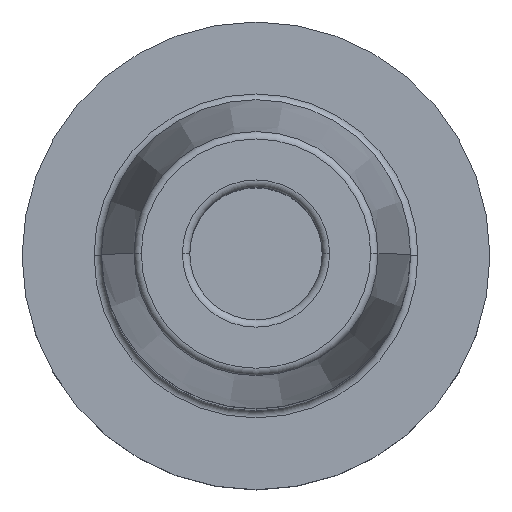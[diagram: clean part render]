
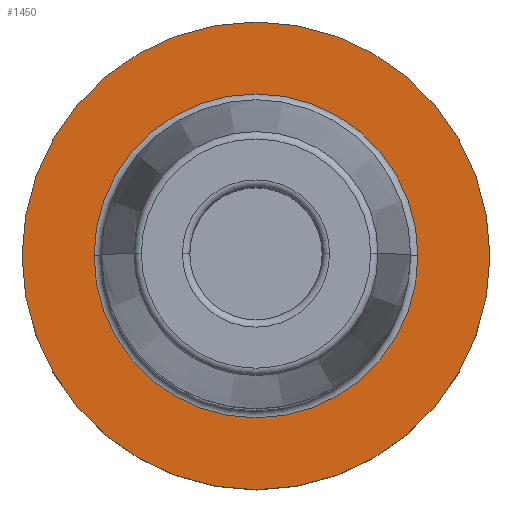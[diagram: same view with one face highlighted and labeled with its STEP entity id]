
A CAD part, top view. The second image highlights one B-rep face of the part: STEP entity #1450.
In plain terms, the highlighted planar face has unit normal (0, 0, 1).
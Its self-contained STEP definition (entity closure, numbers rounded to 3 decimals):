
#38=CARTESIAN_POINT('',(0.,0.,19.05));
#39=DIRECTION('',(0.,0.,1.));
#40=DIRECTION('',(0.,-1.,0.));
#41=AXIS2_PLACEMENT_3D('',#38,#39,#40);
#91=CARTESIAN_POINT('',(0.,0.,19.05));
#92=DIRECTION('',(0.,0.,1.));
#93=DIRECTION('',(0.,1.,0.));
#94=AXIS2_PLACEMENT_3D('',#91,#92,#93);
#439=CARTESIAN_POINT('',(0.,0.,19.05));
#440=DIRECTION('',(0.,0.,1.));
#441=DIRECTION('',(1.,0.,0.));
#442=AXIS2_PLACEMENT_3D('',#439,#440,#441);
#447=CARTESIAN_POINT('',(0.,0.,19.05));
#448=DIRECTION('',(0.,0.,-1.));
#449=DIRECTION('',(1.,0.,0.));
#450=AXIS2_PLACEMENT_3D('',#447,#448,#449);
#930=CARTESIAN_POINT('',(22.,0.,19.05));
#932=VERTEX_POINT('',#930);
#934=CARTESIAN_POINT('',(-22.,0.,19.05));
#936=VERTEX_POINT('',#934);
#1049=CARTESIAN_POINT('',(0.,-31.775,19.05));
#1050=CARTESIAN_POINT('',(0.,31.775,19.05));
#1051=VERTEX_POINT('',#1049);
#1052=VERTEX_POINT('',#1050);
#1435=CARTESIAN_POINT('',(0.,0.,19.05));
#1436=DIRECTION('',(0.,0.,1.));
#1437=DIRECTION('',(1.,0.,0.));
#1438=AXIS2_PLACEMENT_3D('',#1435,#1436,#1437);
#1439=PLANE('',#1438);
#1440=ORIENTED_EDGE('',*,*,#1074,.F.);
#1441=ORIENTED_EDGE('',*,*,#1132,.F.);
#1442=EDGE_LOOP('',(#1440,#1441));
#1443=FACE_OUTER_BOUND('',#1442,.F.);
#1445=ORIENTED_EDGE('',*,*,#1444,.T.);
#1447=ORIENTED_EDGE('',*,*,#1446,.F.);
#1448=EDGE_LOOP('',(#1445,#1447));
#1449=FACE_BOUND('',#1448,.F.);
#1450=ADVANCED_FACE('',(#1443,#1449),#1439,.T.);
#42=CIRCLE('',#41,31.775);
#95=CIRCLE('',#94,31.775);
#443=CIRCLE('',#442,22.);
#451=CIRCLE('',#450,22.);
#1074=EDGE_CURVE('',#1051,#1052,#42,.T.);
#1132=EDGE_CURVE('',#1052,#1051,#95,.T.);
#1444=EDGE_CURVE('',#932,#936,#443,.T.);
#1446=EDGE_CURVE('',#932,#936,#451,.T.);
